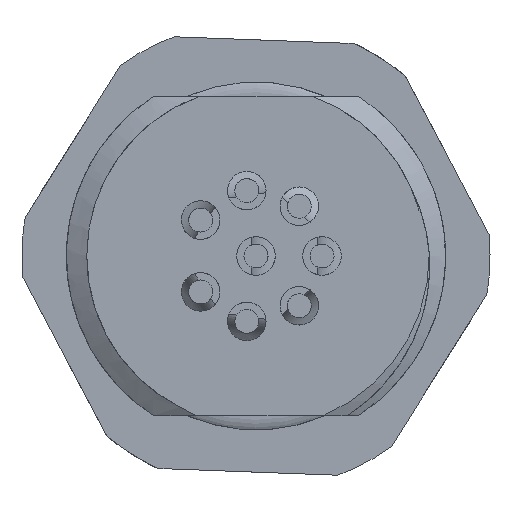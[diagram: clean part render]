
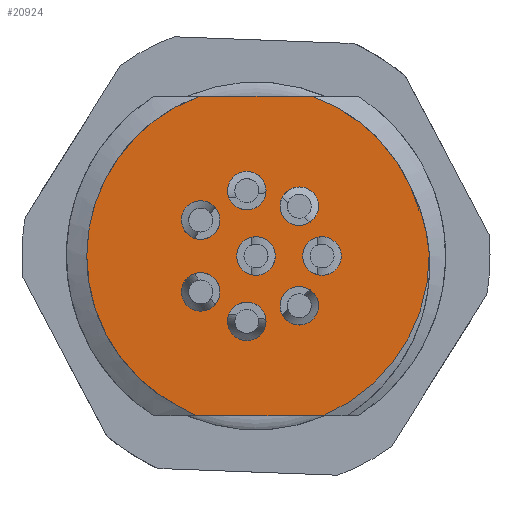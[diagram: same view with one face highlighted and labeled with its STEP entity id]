
A CAD part, front view. The second image highlights one B-rep face of the part: STEP entity #20924.
In plain terms, the highlighted planar face has unit normal (0, -1, 0).
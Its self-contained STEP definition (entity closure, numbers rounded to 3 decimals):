
#7372=CARTESIAN_POINT('',(-2.477,-8.,
-6.65));
#7718=CARTESIAN_POINT('',(-3.187,-8.,
-6.289));
#7742=DIRECTION('',(1.,0.,0.));
#7743=VECTOR('',#7742,4.682);
#7744=CARTESIAN_POINT('',(-2.341,-8.,6.65));
#7745=LINE('',#7744,#7743);
#7746=CARTESIAN_POINT('',(0.,-8.,0.));
#7747=DIRECTION('',(0.,1.,0.));
#7748=DIRECTION('',(0.332,0.,0.943));
#7749=AXIS2_PLACEMENT_3D('',#7746,#7747,#7748);
#7751=CARTESIAN_POINT('',(6.432,-8.,2.887));
#7752=CARTESIAN_POINT('',(6.608,-8.,2.548));
#7753=CARTESIAN_POINT('',(6.934,-8.,1.776));
#7754=CARTESIAN_POINT('',(7.15,-8.,
0.826));
#7755=CARTESIAN_POINT('',(7.208,-8.,
0.24));
#7756=CARTESIAN_POINT('',(7.217,-8.,
0.114));
#7758=CARTESIAN_POINT('',(0.,-8.,0.));
#7759=DIRECTION('',(0.,1.,0.));
#7760=DIRECTION('',(1.,0.,0.016));
#7761=AXIS2_PLACEMENT_3D('',#7758,#7759,#7760);
#7763=DIRECTION('',(-1.,0.,0.));
#7764=VECTOR('',#7763,5.284);
#7765=CARTESIAN_POINT('',(2.806,-8.,
-6.65));
#7766=LINE('',#7765,#7764);
#7767=CARTESIAN_POINT('',(-2.477,-8.,
-6.65));
#7768=CARTESIAN_POINT('',(-2.558,-8.,
-6.614));
#7769=CARTESIAN_POINT('',(-2.719,-8.,
-6.54));
#7770=CARTESIAN_POINT('',(-2.956,-8.,
-6.419));
#7771=CARTESIAN_POINT('',(-3.11,-8.,
-6.333));
#7772=CARTESIAN_POINT('',(-3.187,-8.,
-6.289));
#7774=CARTESIAN_POINT('',(0.,-8.,0.));
#7775=DIRECTION('',(0.,1.,0.));
#7776=DIRECTION('',(-0.452,0.,-0.892));
#7777=AXIS2_PLACEMENT_3D('',#7774,#7775,#7776);
#7779=CARTESIAN_POINT('',(0.,-8.,0.));
#7780=DIRECTION('',(0.,1.,0.));
#7781=DIRECTION('',(-1.,0.,0.));
#7782=AXIS2_PLACEMENT_3D('',#7779,#7780,#7781);
#7784=CARTESIAN_POINT('',(-0.383,-8.,2.723));
#7785=DIRECTION('',(0.,-1.,0.));
#7786=DIRECTION('',(1.,0.,0.));
#7787=AXIS2_PLACEMENT_3D('',#7784,#7785,#7786);
#7789=CARTESIAN_POINT('',(-0.383,-8.,2.723));
#7790=DIRECTION('',(0.,-1.,0.));
#7791=DIRECTION('',(-1.,0.,0.));
#7792=AXIS2_PLACEMENT_3D('',#7789,#7790,#7791);
#7794=CARTESIAN_POINT('',(1.804,-8.,2.075));
#7795=DIRECTION('',(0.,-1.,0.));
#7796=DIRECTION('',(1.,0.,0.));
#7797=AXIS2_PLACEMENT_3D('',#7794,#7795,#7796);
#7799=CARTESIAN_POINT('',(1.804,-8.,2.075));
#7800=DIRECTION('',(0.,-1.,0.));
#7801=DIRECTION('',(-1.,0.,0.));
#7802=AXIS2_PLACEMENT_3D('',#7799,#7800,#7801);
#7804=CARTESIAN_POINT('',(2.75,-8.,0.));
#7805=DIRECTION('',(0.,-1.,0.));
#7806=DIRECTION('',(1.,0.,0.));
#7807=AXIS2_PLACEMENT_3D('',#7804,#7805,#7806);
#7809=CARTESIAN_POINT('',(2.75,-8.,0.));
#7810=DIRECTION('',(0.,-1.,0.));
#7811=DIRECTION('',(-1.,0.,0.));
#7812=AXIS2_PLACEMENT_3D('',#7809,#7810,#7811);
#7814=CARTESIAN_POINT('',(1.804,-8.,-2.075));
#7815=DIRECTION('',(0.,-1.,0.));
#7816=DIRECTION('',(1.,0.,0.));
#7817=AXIS2_PLACEMENT_3D('',#7814,#7815,#7816);
#7819=CARTESIAN_POINT('',(1.804,-8.,-2.075));
#7820=DIRECTION('',(0.,-1.,0.));
#7821=DIRECTION('',(-1.,0.,0.));
#7822=AXIS2_PLACEMENT_3D('',#7819,#7820,#7821);
#7824=CARTESIAN_POINT('',(-0.383,-8.,-2.723));
#7825=DIRECTION('',(0.,-1.,0.));
#7826=DIRECTION('',(1.,0.,0.));
#7827=AXIS2_PLACEMENT_3D('',#7824,#7825,#7826);
#7829=CARTESIAN_POINT('',(-0.383,-8.,-2.723));
#7830=DIRECTION('',(0.,-1.,0.));
#7831=DIRECTION('',(-1.,0.,0.));
#7832=AXIS2_PLACEMENT_3D('',#7829,#7830,#7831);
#7834=CARTESIAN_POINT('',(-2.306,-8.,-1.498));
#7835=DIRECTION('',(0.,-1.,0.));
#7836=DIRECTION('',(1.,0.,0.));
#7837=AXIS2_PLACEMENT_3D('',#7834,#7835,#7836);
#7839=CARTESIAN_POINT('',(-2.306,-8.,-1.498));
#7840=DIRECTION('',(0.,-1.,0.));
#7841=DIRECTION('',(-1.,0.,0.));
#7842=AXIS2_PLACEMENT_3D('',#7839,#7840,#7841);
#7844=CARTESIAN_POINT('',(-2.306,-8.,1.498));
#7845=DIRECTION('',(0.,-1.,0.));
#7846=DIRECTION('',(1.,0.,0.));
#7847=AXIS2_PLACEMENT_3D('',#7844,#7845,#7846);
#7849=CARTESIAN_POINT('',(-2.306,-8.,1.498));
#7850=DIRECTION('',(0.,-1.,0.));
#7851=DIRECTION('',(-1.,0.,0.));
#7852=AXIS2_PLACEMENT_3D('',#7849,#7850,#7851);
#7854=CARTESIAN_POINT('',(0.,-8.,0.));
#7855=DIRECTION('',(0.,-1.,0.));
#7856=DIRECTION('',(1.,0.,0.));
#7857=AXIS2_PLACEMENT_3D('',#7854,#7855,#7856);
#7859=CARTESIAN_POINT('',(0.,-8.,0.));
#7860=DIRECTION('',(0.,-1.,0.));
#7861=DIRECTION('',(-1.,0.,0.));
#7862=AXIS2_PLACEMENT_3D('',#7859,#7860,#7861);
#10908=CARTESIAN_POINT('',(2.341,-8.,6.65));
#10909=VERTEX_POINT('',#10908);
#10910=CARTESIAN_POINT('',(-2.341,-8.,6.65));
#10911=VERTEX_POINT('',#10910);
#10961=VERTEX_POINT('',#7372);
#10962=CARTESIAN_POINT('',(2.806,-8.,
-6.65));
#10963=VERTEX_POINT('',#10962);
#10994=VERTEX_POINT('',#7718);
#10995=CARTESIAN_POINT('',(-7.05,-8.,0.));
#10996=VERTEX_POINT('',#10995);
#10997=CARTESIAN_POINT('',(6.432,-8.,2.885));
#10998=VERTEX_POINT('',#10997);
#10999=VERTEX_POINT('',#7756);
#11011=CARTESIAN_POINT('',(0.417,-8.,2.723));
#11012=CARTESIAN_POINT('',(-1.183,-8.,2.723));
#11013=VERTEX_POINT('',#11011);
#11014=VERTEX_POINT('',#11012);
#11015=CARTESIAN_POINT('',(2.604,-8.,2.075));
#11016=CARTESIAN_POINT('',(1.004,-8.,2.075));
#11017=VERTEX_POINT('',#11015);
#11018=VERTEX_POINT('',#11016);
#11019=CARTESIAN_POINT('',(3.55,-8.,0.));
#11020=CARTESIAN_POINT('',(1.95,-8.,0.));
#11021=VERTEX_POINT('',#11019);
#11022=VERTEX_POINT('',#11020);
#11023=CARTESIAN_POINT('',(2.604,-8.,-2.075));
#11024=CARTESIAN_POINT('',(1.004,-8.,-2.075));
#11025=VERTEX_POINT('',#11023);
#11026=VERTEX_POINT('',#11024);
#11027=CARTESIAN_POINT('',(0.417,-8.,-2.723));
#11028=CARTESIAN_POINT('',(-1.183,-8.,-2.723));
#11029=VERTEX_POINT('',#11027);
#11030=VERTEX_POINT('',#11028);
#11031=CARTESIAN_POINT('',(-1.506,-8.,-1.498));
#11032=CARTESIAN_POINT('',(-3.106,-8.,-1.498));
#11033=VERTEX_POINT('',#11031);
#11034=VERTEX_POINT('',#11032);
#11035=CARTESIAN_POINT('',(-1.506,-8.,1.498));
#11036=CARTESIAN_POINT('',(-3.106,-8.,1.498));
#11037=VERTEX_POINT('',#11035);
#11038=VERTEX_POINT('',#11036);
#11039=CARTESIAN_POINT('',(0.8,-8.,0.));
#11040=CARTESIAN_POINT('',(-0.8,-8.,0.));
#11041=VERTEX_POINT('',#11039);
#11042=VERTEX_POINT('',#11040);
#20858=CARTESIAN_POINT('',(0.,-8.,0.));
#20859=DIRECTION('',(0.,-1.,0.));
#20860=DIRECTION('',(1.,0.,0.));
#20861=AXIS2_PLACEMENT_3D('',#20858,#20859,#20860);
#20862=PLANE('',#20861);
#20863=ORIENTED_EDGE('',*,*,#20007,.T.);
#20865=ORIENTED_EDGE('',*,*,#20864,.T.);
#20867=ORIENTED_EDGE('',*,*,#20866,.T.);
#20869=ORIENTED_EDGE('',*,*,#20868,.T.);
#20870=ORIENTED_EDGE('',*,*,#20215,.T.);
#20871=ORIENTED_EDGE('',*,*,#20836,.T.);
#20872=ORIENTED_EDGE('',*,*,#20851,.T.);
#20873=ORIENTED_EDGE('',*,*,#20849,.T.);
#20874=EDGE_LOOP('',(#20863,#20865,#20867,#20869,#20870,#20871,#20872,#20873));
#20875=FACE_OUTER_BOUND('',#20874,.F.);
#20877=ORIENTED_EDGE('',*,*,#20876,.T.);
#20879=ORIENTED_EDGE('',*,*,#20878,.T.);
#20880=EDGE_LOOP('',(#20877,#20879));
#20881=FACE_BOUND('',#20880,.F.);
#20883=ORIENTED_EDGE('',*,*,#20882,.T.);
#20885=ORIENTED_EDGE('',*,*,#20884,.T.);
#20886=EDGE_LOOP('',(#20883,#20885));
#20887=FACE_BOUND('',#20886,.F.);
#20889=ORIENTED_EDGE('',*,*,#20888,.T.);
#20891=ORIENTED_EDGE('',*,*,#20890,.T.);
#20892=EDGE_LOOP('',(#20889,#20891));
#20893=FACE_BOUND('',#20892,.F.);
#20895=ORIENTED_EDGE('',*,*,#20894,.T.);
#20897=ORIENTED_EDGE('',*,*,#20896,.T.);
#20898=EDGE_LOOP('',(#20895,#20897));
#20899=FACE_BOUND('',#20898,.F.);
#20901=ORIENTED_EDGE('',*,*,#20900,.T.);
#20903=ORIENTED_EDGE('',*,*,#20902,.T.);
#20904=EDGE_LOOP('',(#20901,#20903));
#20905=FACE_BOUND('',#20904,.F.);
#20907=ORIENTED_EDGE('',*,*,#20906,.T.);
#20909=ORIENTED_EDGE('',*,*,#20908,.T.);
#20910=EDGE_LOOP('',(#20907,#20909));
#20911=FACE_BOUND('',#20910,.F.);
#20913=ORIENTED_EDGE('',*,*,#20912,.T.);
#20915=ORIENTED_EDGE('',*,*,#20914,.T.);
#20916=EDGE_LOOP('',(#20913,#20915));
#20917=FACE_BOUND('',#20916,.F.);
#20919=ORIENTED_EDGE('',*,*,#20918,.T.);
#20921=ORIENTED_EDGE('',*,*,#20920,.T.);
#20922=EDGE_LOOP('',(#20919,#20921));
#20923=FACE_BOUND('',#20922,.F.);
#20924=ADVANCED_FACE('',(#20875,#20881,#20887,#20893,#20899,#20905,#20911,
#20917,#20923),#20862,.T.);
#7750=CIRCLE('',#7749,7.05);
#7757=B_SPLINE_CURVE_WITH_KNOTS('',3,(#7751,#7752,#7753,#7754,#7755,#7756),
.UNSPECIFIED.,.F.,.F.,(4,1,1,4),(0.,0.399,0.871,1.),
.UNSPECIFIED.);
#7762=CIRCLE('',#7761,7.218);
#7773=B_SPLINE_CURVE_WITH_KNOTS('',3,(#7767,#7768,#7769,#7770,#7771,#7772),
.UNSPECIFIED.,.F.,.F.,(4,1,1,4),(0.,0.333,0.667,1.),
.UNSPECIFIED.);
#7778=CIRCLE('',#7777,7.05);
#7783=CIRCLE('',#7782,7.05);
#7788=CIRCLE('',#7787,0.8);
#7793=CIRCLE('',#7792,0.8);
#7798=CIRCLE('',#7797,0.8);
#7803=CIRCLE('',#7802,0.8);
#7808=CIRCLE('',#7807,0.8);
#7813=CIRCLE('',#7812,0.8);
#7818=CIRCLE('',#7817,0.8);
#7823=CIRCLE('',#7822,0.8);
#7828=CIRCLE('',#7827,0.8);
#7833=CIRCLE('',#7832,0.8);
#7838=CIRCLE('',#7837,0.8);
#7843=CIRCLE('',#7842,0.8);
#7848=CIRCLE('',#7847,0.8);
#7853=CIRCLE('',#7852,0.8);
#7858=CIRCLE('',#7857,0.8);
#7863=CIRCLE('',#7862,0.8);
#20007=EDGE_CURVE('',#10911,#10909,#7745,.T.);
#20215=EDGE_CURVE('',#10963,#10961,#7766,.T.);
#20836=EDGE_CURVE('',#10961,#10994,#7773,.T.);
#20849=EDGE_CURVE('',#10996,#10911,#7783,.T.);
#20851=EDGE_CURVE('',#10994,#10996,#7778,.T.);
#20864=EDGE_CURVE('',#10909,#10998,#7750,.T.);
#20866=EDGE_CURVE('',#10998,#10999,#7757,.T.);
#20868=EDGE_CURVE('',#10999,#10963,#7762,.T.);
#20876=EDGE_CURVE('',#11013,#11014,#7788,.T.);
#20878=EDGE_CURVE('',#11014,#11013,#7793,.T.);
#20882=EDGE_CURVE('',#11017,#11018,#7798,.T.);
#20884=EDGE_CURVE('',#11018,#11017,#7803,.T.);
#20888=EDGE_CURVE('',#11021,#11022,#7808,.T.);
#20890=EDGE_CURVE('',#11022,#11021,#7813,.T.);
#20894=EDGE_CURVE('',#11025,#11026,#7818,.T.);
#20896=EDGE_CURVE('',#11026,#11025,#7823,.T.);
#20900=EDGE_CURVE('',#11029,#11030,#7828,.T.);
#20902=EDGE_CURVE('',#11030,#11029,#7833,.T.);
#20906=EDGE_CURVE('',#11033,#11034,#7838,.T.);
#20908=EDGE_CURVE('',#11034,#11033,#7843,.T.);
#20912=EDGE_CURVE('',#11037,#11038,#7848,.T.);
#20914=EDGE_CURVE('',#11038,#11037,#7853,.T.);
#20918=EDGE_CURVE('',#11041,#11042,#7858,.T.);
#20920=EDGE_CURVE('',#11042,#11041,#7863,.T.);
